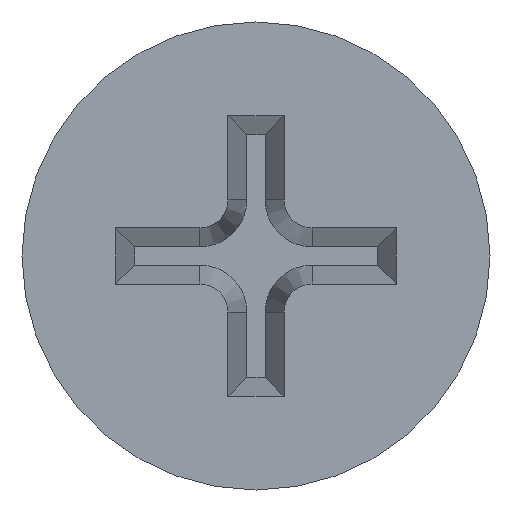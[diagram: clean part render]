
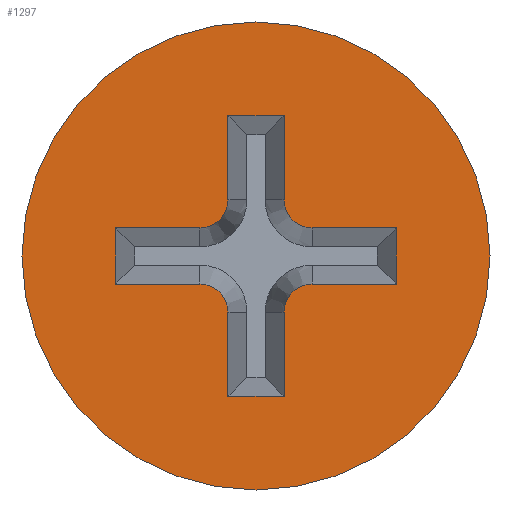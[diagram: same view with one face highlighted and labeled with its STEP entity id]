
A CAD part, left-side view. The second image highlights one B-rep face of the part: STEP entity #1297.
In plain terms, the highlighted planar face has unit normal (-1, 0, 0).
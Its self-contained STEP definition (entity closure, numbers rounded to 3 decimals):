
#3 = CARTESIAN_POINT ( 'NONE',  ( 0., 2.1, 0.21 ) ) ;
#83 = DIRECTION ( 'NONE',  ( 0., 0., -1. ) ) ;
#666 = ORIENTED_EDGE ( 'NONE', *, *, #6393, .T. ) ;
#880 = VERTEX_POINT ( 'NONE', #1838 ) ;
#911 = EDGE_CURVE ( 'NONE', #1502, #1502, #8151, .T. ) ;
#1046 = DIRECTION ( 'NONE',  ( -1., 0., 0. ) ) ;
#1060 = EDGE_CURVE ( 'NONE', #1997, #9630, #7907, .T. ) ;
#1077 = VECTOR ( 'NONE', #83, 1000. ) ;
#1137 = LINE ( 'NONE', #4927, #6307 ) ;
#1200 = EDGE_CURVE ( 'NONE', #9630, #9950, #11491, .T. ) ;
#1297 = ADVANCED_FACE ( 'NONE', ( #1753, #3449 ), #8040, .T. ) ;
#1356 = ORIENTED_EDGE ( 'NONE', *, *, #4060, .T. ) ;
#1471 = VECTOR ( 'NONE', #3992, 1000. ) ;
#1480 = CIRCLE ( 'NONE', #11336, 0.42 ) ;
#1502 = VERTEX_POINT ( 'NONE', #5055 ) ;
#1525 = CARTESIAN_POINT ( 'NONE',  ( 0., 2.1, 0.42 ) ) ;
#1576 = CARTESIAN_POINT ( 'NONE',  ( 0., -0.42, -1.05 ) ) ;
#1688 = LINE ( 'NONE', #4306, #2018 ) ;
#1731 = DIRECTION ( 'NONE',  ( 0., -1., 0. ) ) ;
#1753 = FACE_BOUND ( 'NONE', #6797, .T. ) ;
#1806 = DIRECTION ( 'NONE',  ( 0., -1., 0. ) ) ;
#1808 = ORIENTED_EDGE ( 'NONE', *, *, #7330, .T. ) ;
#1838 = CARTESIAN_POINT ( 'NONE',  ( 0., -2.1, -0.42 ) ) ;
#1864 = VERTEX_POINT ( 'NONE', #10336 ) ;
#1967 = ORIENTED_EDGE ( 'NONE', *, *, #1060, .T. ) ;
#1997 = VERTEX_POINT ( 'NONE', #11252 ) ;
#2018 = VECTOR ( 'NONE', #10593, 1000. ) ;
#2035 = DIRECTION ( 'NONE',  ( 0., 0., -1. ) ) ;
#2142 = EDGE_CURVE ( 'NONE', #3288, #3668, #7416, .T. ) ;
#2230 = DIRECTION ( 'NONE',  ( 0., 0., 1. ) ) ;
#2349 = EDGE_CURVE ( 'NONE', #8407, #1864, #5939, .T. ) ;
#2438 = CARTESIAN_POINT ( 'NONE',  ( 0., 0.42, -0.42 ) ) ;
#2630 = VERTEX_POINT ( 'NONE', #3340 ) ;
#2743 = CARTESIAN_POINT ( 'NONE',  ( 0., -0.84, 0.84 ) ) ;
#2764 = AXIS2_PLACEMENT_3D ( 'NONE', #3535, #5446, #8947 ) ;
#2771 = CARTESIAN_POINT ( 'NONE',  ( 0., 0.665, 2.1 ) ) ;
#2851 = ORIENTED_EDGE ( 'NONE', *, *, #11457, .T. ) ;
#2855 = EDGE_CURVE ( 'NONE', #9531, #4385, #1688, .T. ) ;
#2955 = CIRCLE ( 'NONE', #10946, 0.42 ) ;
#3063 = CARTESIAN_POINT ( 'NONE',  ( 0., 0.42, 0.84 ) ) ;
#3084 = CARTESIAN_POINT ( 'NONE',  ( 0., 1.085, -2.1 ) ) ;
#3166 = DIRECTION ( 'NONE',  ( -1., 0., 0. ) ) ;
#3288 = VERTEX_POINT ( 'NONE', #11030 ) ;
#3315 = CARTESIAN_POINT ( 'NONE',  ( 0., 0.84, -0.42 ) ) ;
#3327 = DIRECTION ( 'NONE',  ( 0., 0., 1. ) ) ;
#3340 = CARTESIAN_POINT ( 'NONE',  ( 0., 2.1, -0.42 ) ) ;
#3378 = CARTESIAN_POINT ( 'NONE',  ( 0., -2.1, -0.21 ) ) ;
#3442 = LINE ( 'NONE', #1576, #10298 ) ;
#3449 = FACE_OUTER_BOUND ( 'NONE', #7336, .T. ) ;
#3467 = DIRECTION ( 'NONE',  ( 0., 0., -1. ) ) ;
#3480 = EDGE_CURVE ( 'NONE', #880, #6344, #1137, .T. ) ;
#3486 = EDGE_CURVE ( 'NONE', #4276, #2630, #6731, .T. ) ;
#3515 = ORIENTED_EDGE ( 'NONE', *, *, #4416, .T. ) ;
#3535 = CARTESIAN_POINT ( 'NONE',  ( 0., 0., 0. ) ) ;
#3552 = DIRECTION ( 'NONE',  ( 0., 0., -1. ) ) ;
#3668 = VERTEX_POINT ( 'NONE', #3063 ) ;
#3693 = AXIS2_PLACEMENT_3D ( 'NONE', #5192, #6289, #1806 ) ;
#3872 = AXIS2_PLACEMENT_3D ( 'NONE', #2743, #1046, #2035 ) ;
#3925 = DIRECTION ( 'NONE',  ( -1., 0., 0. ) ) ;
#3992 = DIRECTION ( 'NONE',  ( 0., 1., 0. ) ) ;
#4024 = CARTESIAN_POINT ( 'NONE',  ( 0., -0.84, 0.42 ) ) ;
#4060 = EDGE_CURVE ( 'NONE', #4385, #880, #4408, .T. ) ;
#4276 = VERTEX_POINT ( 'NONE', #3315 ) ;
#4306 = CARTESIAN_POINT ( 'NONE',  ( 0., -0.175, 0.42 ) ) ;
#4385 = VERTEX_POINT ( 'NONE', #6106 ) ;
#4408 = LINE ( 'NONE', #3378, #10579 ) ;
#4416 = EDGE_CURVE ( 'NONE', #1864, #10828, #6052, .T. ) ;
#4539 = VECTOR ( 'NONE', #3327, 1000. ) ;
#4810 = CARTESIAN_POINT ( 'NONE',  ( 0., 1.925, -0.42 ) ) ;
#4927 = CARTESIAN_POINT ( 'NONE',  ( 0., 0.455, -0.42 ) ) ;
#5055 = CARTESIAN_POINT ( 'NONE',  ( 0., 3.5, 0. ) ) ;
#5090 = CARTESIAN_POINT ( 'NONE',  ( 0., 0.84, 0.84 ) ) ;
#5192 = CARTESIAN_POINT ( 'NONE',  ( 0., 1.75, 0. ) ) ;
#5194 = ORIENTED_EDGE ( 'NONE', *, *, #911, .F. ) ;
#5211 = LINE ( 'NONE', #8876, #5377 ) ;
#5241 = LINE ( 'NONE', #3, #4539 ) ;
#5377 = VECTOR ( 'NONE', #6909, 1000. ) ;
#5446 = DIRECTION ( 'NONE',  ( 1., 0., 0. ) ) ;
#5769 = EDGE_CURVE ( 'NONE', #6344, #8323, #1480, .T. ) ;
#5907 = DIRECTION ( 'NONE',  ( 0., 0., -1. ) ) ;
#5939 = LINE ( 'NONE', #3084, #10399 ) ;
#6052 = LINE ( 'NONE', #2438, #10408 ) ;
#6106 = CARTESIAN_POINT ( 'NONE',  ( 0., -2.1, 0.42 ) ) ;
#6132 = VECTOR ( 'NONE', #2230, 1000. ) ;
#6289 = DIRECTION ( 'NONE',  ( -1., 0., 0. ) ) ;
#6295 = CARTESIAN_POINT ( 'NONE',  ( 0., -0.42, -2.1 ) ) ;
#6307 = VECTOR ( 'NONE', #10217, 1000. ) ;
#6344 = VERTEX_POINT ( 'NONE', #9281 ) ;
#6393 = EDGE_CURVE ( 'NONE', #3668, #1997, #11077, .T. ) ;
#6717 = DIRECTION ( 'NONE',  ( 0., 0., -1. ) ) ;
#6731 = LINE ( 'NONE', #4810, #1471 ) ;
#6797 = EDGE_LOOP ( 'NONE', ( #8817, #666, #1967, #11418, #9516, #10340, #1356, #7649, #8095, #8642, #9472, #3515, #7773, #10616, #2851, #1808 ) ) ;
#6845 = EDGE_CURVE ( 'NONE', #10828, #4276, #2955, .T. ) ;
#6864 = CIRCLE ( 'NONE', #3872, 0.42 ) ;
#6909 = DIRECTION ( 'NONE',  ( 0., -1., 0. ) ) ;
#7118 = CARTESIAN_POINT ( 'NONE',  ( 0., -0.42, -0.84 ) ) ;
#7330 = EDGE_CURVE ( 'NONE', #9396, #3288, #5211, .T. ) ;
#7336 = EDGE_LOOP ( 'NONE', ( #5194 ) ) ;
#7416 = CIRCLE ( 'NONE', #7600, 0.42 ) ;
#7532 = CARTESIAN_POINT ( 'NONE',  ( 0., 0.84, -0.84 ) ) ;
#7600 = AXIS2_PLACEMENT_3D ( 'NONE', #5090, #3166, #6717 ) ;
#7649 = ORIENTED_EDGE ( 'NONE', *, *, #3480, .T. ) ;
#7773 = ORIENTED_EDGE ( 'NONE', *, *, #6845, .T. ) ;
#7907 = LINE ( 'NONE', #2771, #9273 ) ;
#8040 = PLANE ( 'NONE',  #3693 ) ;
#8095 = ORIENTED_EDGE ( 'NONE', *, *, #5769, .T. ) ;
#8151 = CIRCLE ( 'NONE', #2764, 3.5 ) ;
#8323 = VERTEX_POINT ( 'NONE', #7118 ) ;
#8343 = EDGE_CURVE ( 'NONE', #9950, #9531, #6864, .T. ) ;
#8407 = VERTEX_POINT ( 'NONE', #6295 ) ;
#8642 = ORIENTED_EDGE ( 'NONE', *, *, #11105, .T. ) ;
#8817 = ORIENTED_EDGE ( 'NONE', *, *, #2142, .T. ) ;
#8876 = CARTESIAN_POINT ( 'NONE',  ( 0., 1.295, 0.42 ) ) ;
#8947 = DIRECTION ( 'NONE',  ( 0., 1., 0. ) ) ;
#9042 = CARTESIAN_POINT ( 'NONE',  ( 0., -0.84, -0.84 ) ) ;
#9273 = VECTOR ( 'NONE', #1731, 1000. ) ;
#9281 = CARTESIAN_POINT ( 'NONE',  ( 0., -0.84, -0.42 ) ) ;
#9308 = CARTESIAN_POINT ( 'NONE',  ( 0., -0.42, 0.84 ) ) ;
#9396 = VERTEX_POINT ( 'NONE', #1525 ) ;
#9472 = ORIENTED_EDGE ( 'NONE', *, *, #2349, .T. ) ;
#9516 = ORIENTED_EDGE ( 'NONE', *, *, #8343, .T. ) ;
#9531 = VERTEX_POINT ( 'NONE', #4024 ) ;
#9630 = VERTEX_POINT ( 'NONE', #11123 ) ;
#9773 = CARTESIAN_POINT ( 'NONE',  ( 0., 0.42, -0.84 ) ) ;
#9950 = VERTEX_POINT ( 'NONE', #9308 ) ;
#10207 = CARTESIAN_POINT ( 'NONE',  ( 0., 0.42, 1.05 ) ) ;
#10217 = DIRECTION ( 'NONE',  ( 0., 1., 0. ) ) ;
#10298 = VECTOR ( 'NONE', #3552, 1000. ) ;
#10336 = CARTESIAN_POINT ( 'NONE',  ( 0., 0.42, -2.1 ) ) ;
#10340 = ORIENTED_EDGE ( 'NONE', *, *, #2855, .T. ) ;
#10359 = DIRECTION ( 'NONE',  ( 0., 1., 0. ) ) ;
#10399 = VECTOR ( 'NONE', #10359, 1000. ) ;
#10408 = VECTOR ( 'NONE', #10473, 1000. ) ;
#10473 = DIRECTION ( 'NONE',  ( 0., 0., 1. ) ) ;
#10579 = VECTOR ( 'NONE', #10639, 1000. ) ;
#10593 = DIRECTION ( 'NONE',  ( 0., -1., 0. ) ) ;
#10616 = ORIENTED_EDGE ( 'NONE', *, *, #3486, .T. ) ;
#10639 = DIRECTION ( 'NONE',  ( 0., 0., -1. ) ) ;
#10676 = CARTESIAN_POINT ( 'NONE',  ( 0., -0.42, 0.42 ) ) ;
#10828 = VERTEX_POINT ( 'NONE', #9773 ) ;
#10946 = AXIS2_PLACEMENT_3D ( 'NONE', #7532, #3925, #5907 ) ;
#11030 = CARTESIAN_POINT ( 'NONE',  ( 0., 0.84, 0.42 ) ) ;
#11077 = LINE ( 'NONE', #10207, #6132 ) ;
#11105 = EDGE_CURVE ( 'NONE', #8323, #8407, #3442, .T. ) ;
#11123 = CARTESIAN_POINT ( 'NONE',  ( 0., -0.42, 2.1 ) ) ;
#11252 = CARTESIAN_POINT ( 'NONE',  ( 0., 0.42, 2.1 ) ) ;
#11336 = AXIS2_PLACEMENT_3D ( 'NONE', #9042, #11434, #3467 ) ;
#11418 = ORIENTED_EDGE ( 'NONE', *, *, #1200, .T. ) ;
#11434 = DIRECTION ( 'NONE',  ( -1., 0., 0. ) ) ;
#11457 = EDGE_CURVE ( 'NONE', #2630, #9396, #5241, .T. ) ;
#11491 = LINE ( 'NONE', #10676, #1077 ) ;
